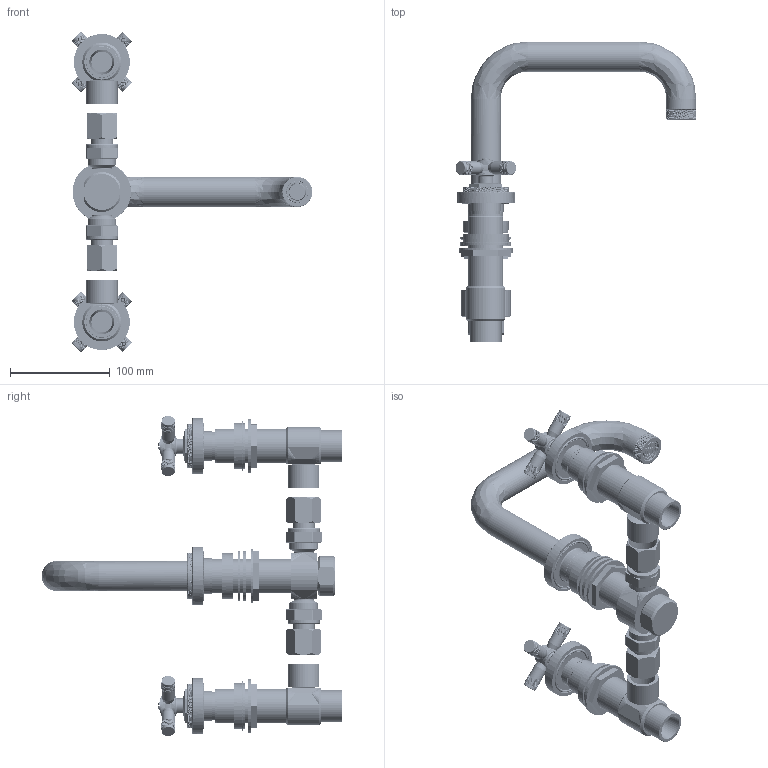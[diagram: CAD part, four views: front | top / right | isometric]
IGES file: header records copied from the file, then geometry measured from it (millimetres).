
Global section: file name: V7KA44-2XK; native system: Autodesk Inventor 2018; preprocessor: unknown; author: clarkin; date: 20171006.112859; units: millimetre
Bounding box: 240.53 x 300.7 x 320.07 mm (x, y, z)
Volume: 648488.6 mm3; surface area: 405265.3 mm2
Topology: 100 solids, 101 shells, 32742 faces, 71701 edges, 39496 vertices
Faces by surface type: bspline 32742
